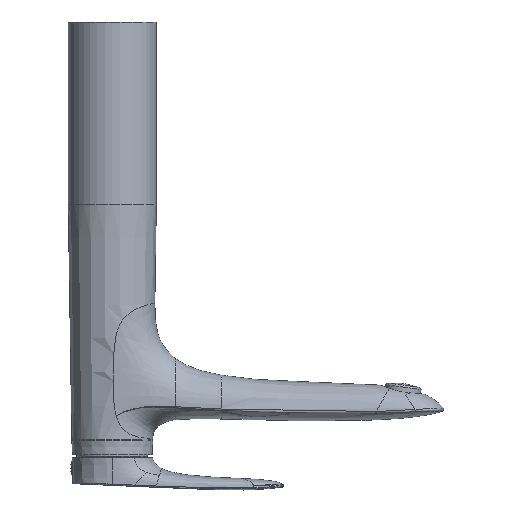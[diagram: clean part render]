
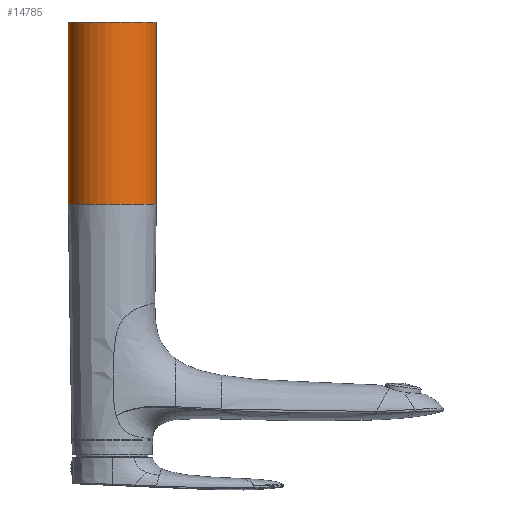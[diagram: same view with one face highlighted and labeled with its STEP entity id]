
A CAD part, front view. The second image highlights one B-rep face of the part: STEP entity #14785.
In plain terms, the highlighted cylindrical face has radius 23.5 mm (diameter 47 mm), a partial arc.
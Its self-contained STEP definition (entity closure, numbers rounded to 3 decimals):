
#2374=CARTESIAN_POINT('',(0.,0.,0.));
#2375=DIRECTION('',(0.,0.,1.));
#2376=DIRECTION('',(-1.,0.,0.));
#2377=AXIS2_PLACEMENT_3D('',#2374,#2375,#2376);
#2634=DIRECTION('',(0.,0.,-1.));
#2635=VECTOR('',#2634,97.2);
#2636=CARTESIAN_POINT('',(-23.5,0.,97.2));
#2637=LINE('',#2636,#2635);
#2638=DIRECTION('',(0.,0.,-1.));
#2639=VECTOR('',#2638,97.2);
#2640=CARTESIAN_POINT('',(23.5,0.,97.2));
#2641=LINE('',#2640,#2639);
#2647=CARTESIAN_POINT('',(0.,0.,97.2));
#2648=DIRECTION('',(0.,0.,-1.));
#2649=DIRECTION('',(1.,0.,0.));
#2650=AXIS2_PLACEMENT_3D('',#2647,#2648,#2649);
#3303=CARTESIAN_POINT('',(-23.5,0.,0.));
#3304=VERTEX_POINT('',#3303);
#3305=CARTESIAN_POINT('',(23.5,0.,0.));
#3306=VERTEX_POINT('',#3305);
#3319=CARTESIAN_POINT('',(23.5,0.,97.2));
#3320=VERTEX_POINT('',#3319);
#3321=CARTESIAN_POINT('',(-23.5,0.,97.2));
#3322=VERTEX_POINT('',#3321);
#14773=CARTESIAN_POINT('',(0.,0.,-4.86));
#14774=DIRECTION('',(0.,0.,1.));
#14775=DIRECTION('',(-1.,0.,0.));
#14776=AXIS2_PLACEMENT_3D('',#14773,#14774,#14775);
#14777=CYLINDRICAL_SURFACE('',#14776,23.5);
#14778=ORIENTED_EDGE('',*,*,#13051,.F.);
#14779=ORIENTED_EDGE('',*,*,#14768,.F.);
#14781=ORIENTED_EDGE('',*,*,#14780,.F.);
#14782=ORIENTED_EDGE('',*,*,#14764,.T.);
#14783=EDGE_LOOP('',(#14778,#14779,#14781,#14782));
#14784=FACE_OUTER_BOUND('',#14783,.F.);
#2378=CIRCLE('',#2377,23.5);
#2651=CIRCLE('',#2650,23.5);
#13051=EDGE_CURVE('',#3304,#3306,#2378,.T.);
#14764=EDGE_CURVE('',#3320,#3306,#2641,.T.);
#14768=EDGE_CURVE('',#3322,#3304,#2637,.T.);
#14780=EDGE_CURVE('',#3320,#3322,#2651,.T.);
#14785=ADVANCED_FACE('',(#14784),#14777,.T.);
